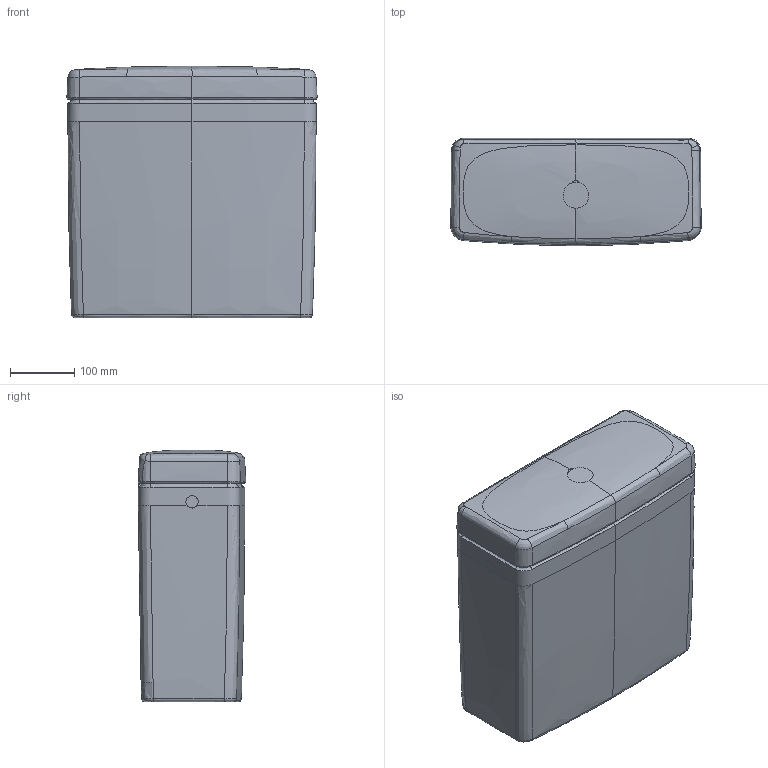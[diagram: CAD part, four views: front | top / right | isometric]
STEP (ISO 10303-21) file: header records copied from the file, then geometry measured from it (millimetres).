
FILE_DESCRIPTION(/* description */ (''),/* implementation_level */ '2;1');
FILE_NAME(/* name */ '772311_Subway_WK_.stp',/* time_stamp */ '2019-02-13T11:27:41+01:00',/* author */ (''),/* organization */ (''),/* preprocessor_version */ 'ST-DEVELOPER v16',/* originating_system */ 'SIEMENS PLM Software NX 10.0',/* authorisation */ '');
FILE_SCHEMA (('AUTOMOTIVE_DESIGN { 1 0 10303 214 3 1 1 1 }'));
Length unit declared in the file: millimetre
Products named in the file (1): math29F077BCupq9
Bounding box: 388.37 x 166.87 x 390 mm (x, y, z)
Volume: 21887195.8 mm3; surface area: 528495.8 mm2
Topology: 1 solids, 1 shells, 158 faces, 397 edges, 244 vertices
Faces by surface type: bspline 132, plane 26
Entity records: 14018 total; most frequent: CARTESIAN_POINT 11562, ORIENTED_EDGE 794, EDGE_CURVE 397, B_SPLINE_CURVE_WITH_KNOTS 265, VERTEX_POINT 244, EDGE_LOOP 161, ADVANCED_FACE 158, FACE_OUTER_BOUND 156
